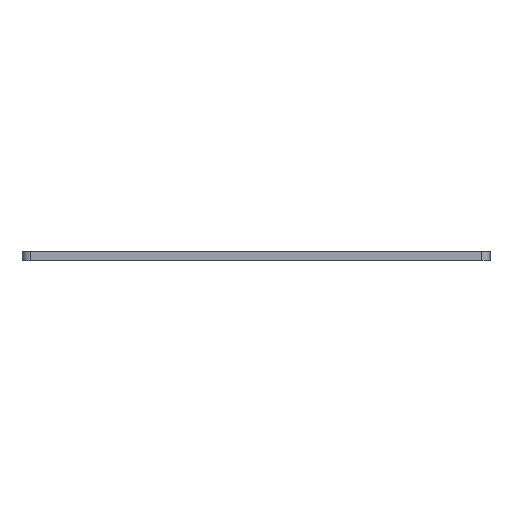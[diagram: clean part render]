
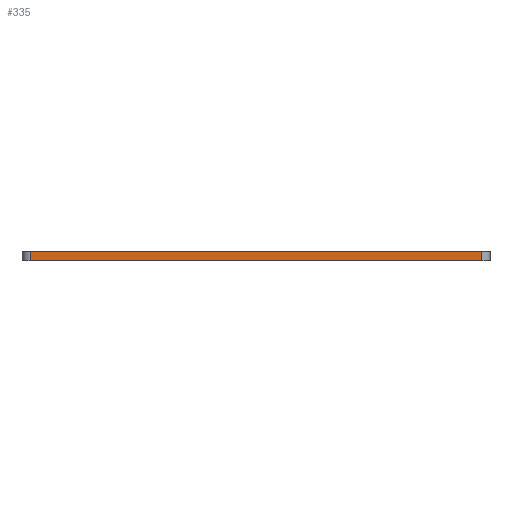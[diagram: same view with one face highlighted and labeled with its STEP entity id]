
A CAD part, left-side view. The second image highlights one B-rep face of the part: STEP entity #335.
In plain terms, the highlighted planar face has unit normal (-1, 0, 0).
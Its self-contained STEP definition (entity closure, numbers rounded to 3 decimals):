
#335=ADVANCED_FACE('',(#795),#6729,.T.);
#795=FACE_OUTER_BOUND('',#1230,.T.);
#1230=EDGE_LOOP('',(#2832,#2833,#2834,#2835));
#2832=ORIENTED_EDGE('',*,*,#4217,.F.);
#2833=ORIENTED_EDGE('',*,*,#3395,.F.);
#2834=ORIENTED_EDGE('',*,*,#4218,.F.);
#2835=ORIENTED_EDGE('',*,*,#4216,.F.);
#3395=EDGE_CURVE('',#5754,#5755,#5035,.T.);
#4216=EDGE_CURVE('',#6276,#6277,#5616,.T.);
#4217=EDGE_CURVE('',#5755,#6276,#5617,.T.);
#4218=EDGE_CURVE('',#6277,#5754,#5618,.T.);
#5035=B_SPLINE_CURVE_WITH_KNOTS('',1,(#11144,#11145),.UNSPECIFIED.,.F.,
 .F.,(2,2),(0.,202.),.UNSPECIFIED.);
#5616=B_SPLINE_CURVE_WITH_KNOTS('',1,(#13026,#13027),.UNSPECIFIED.,.F.,
 .F.,(2,2),(-202.,0.),.UNSPECIFIED.);
#5617=B_SPLINE_CURVE_WITH_KNOTS('',1,(#13028,#13029),.UNSPECIFIED.,.F.,
 .F.,(2,2),(-4.15,0.),.UNSPECIFIED.);
#5618=B_SPLINE_CURVE_WITH_KNOTS('',1,(#13030,#13031),.UNSPECIFIED.,.F.,
 .F.,(2,2),(-4.15,0.),.UNSPECIFIED.);
#5754=VERTEX_POINT('',#10528);
#5755=VERTEX_POINT('',#10529);
#6276=VERTEX_POINT('',#11050);
#6277=VERTEX_POINT('',#11051);
#6729=PLANE('',#7103);
#7103=AXIS2_PLACEMENT_3D('',#10093,#7724,$);
#7724=DIRECTION('',(-1.,0.,0.));
#10093=CARTESIAN_POINT('',(-21.,-37.2,-0.415));
#10528=CARTESIAN_POINT('',(-21.,-17.,0.));
#10529=CARTESIAN_POINT('',(-21.,185.,0.));
#11050=CARTESIAN_POINT('',(-21.,185.,4.15));
#11051=CARTESIAN_POINT('',(-21.,-17.,4.15));
#11144=CARTESIAN_POINT('',(-21.,-17.,0.));
#11145=CARTESIAN_POINT('',(-21.,185.,0.));
#13026=CARTESIAN_POINT('',(-21.,185.,4.15));
#13027=CARTESIAN_POINT('',(-21.,-17.,4.15));
#13028=CARTESIAN_POINT('',(-21.,185.,0.));
#13029=CARTESIAN_POINT('',(-21.,185.,4.15));
#13030=CARTESIAN_POINT('',(-21.,-17.,4.15));
#13031=CARTESIAN_POINT('',(-21.,-17.,0.));
